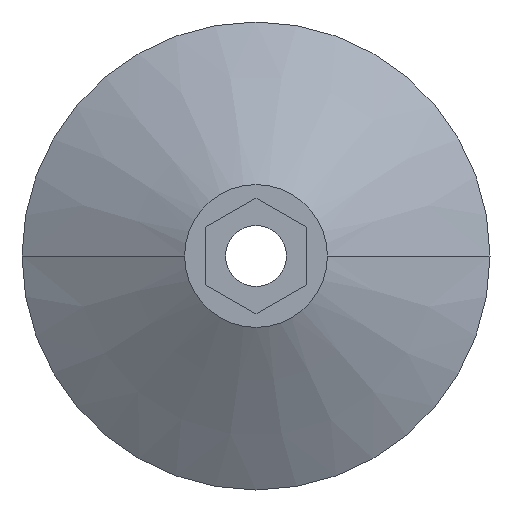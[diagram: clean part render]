
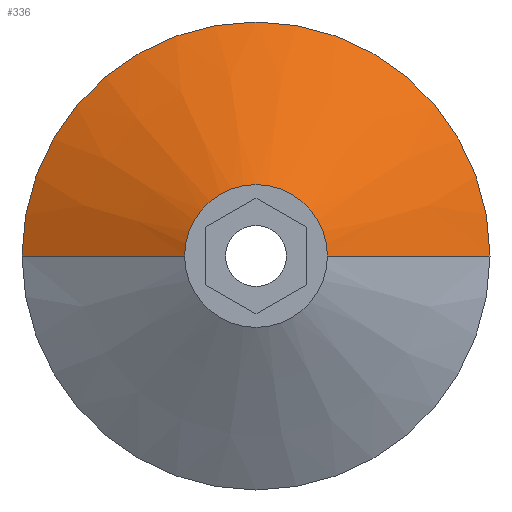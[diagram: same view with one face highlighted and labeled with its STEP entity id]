
A CAD part, front view. The second image highlights one B-rep face of the part: STEP entity #336.
In plain terms, the highlighted conical face has half-angle 60 degrees and reference radius 12.2 mm.
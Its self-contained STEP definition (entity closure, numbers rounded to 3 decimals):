
#1 = DIRECTION ( 'NONE',  ( 1., 0., 0. ) ) ;
#40 = EDGE_CURVE ( 'NONE', #148, #264, #453, .T. ) ;
#45 = CARTESIAN_POINT ( 'NONE',  ( 36.625, -49.2, 20. ) ) ;
#58 = ORIENTED_EDGE ( 'NONE', *, *, #40, .F. ) ;
#64 = DIRECTION ( 'NONE',  ( 0.866, 0.5, 0. ) ) ;
#76 = CARTESIAN_POINT ( 'NONE',  ( -15.575, -65.25, 20. ) ) ;
#92 = DIRECTION ( 'NONE',  ( 0., 1., 0. ) ) ;
#97 = VERTEX_POINT ( 'NONE', #130 ) ;
#101 = CARTESIAN_POINT ( 'NONE',  ( -15.575, -65.25, 20. ) ) ;
#110 = CARTESIAN_POINT ( 'NONE',  ( -3.375, -65.25, 20. ) ) ;
#128 = ORIENTED_EDGE ( 'NONE', *, *, #471, .T. ) ;
#130 = CARTESIAN_POINT ( 'NONE',  ( -43.375, -49.2, 20. ) ) ;
#133 = ORIENTED_EDGE ( 'NONE', *, *, #153, .T. ) ;
#141 = VERTEX_POINT ( 'NONE', #45 ) ;
#148 = VERTEX_POINT ( 'NONE', #432 ) ;
#149 = LINE ( 'NONE', #237, #452 ) ;
#153 = EDGE_CURVE ( 'NONE', #141, #97, #291, .T. ) ;
#214 = DIRECTION ( 'NONE',  ( -1., 0., 0. ) ) ;
#237 = CARTESIAN_POINT ( 'NONE',  ( 8.825, -65.25, 20. ) ) ;
#264 = VERTEX_POINT ( 'NONE', #101 ) ;
#266 = DIRECTION ( 'NONE',  ( 1., 0., 0. ) ) ;
#280 = EDGE_LOOP ( 'NONE', ( #58, #128, #133, #477 ) ) ;
#291 = CIRCLE ( 'NONE', #382, 40. ) ;
#294 = FACE_OUTER_BOUND ( 'NONE', #280, .T. ) ;
#302 = AXIS2_PLACEMENT_3D ( 'NONE', #110, #308, #266 ) ;
#308 = DIRECTION ( 'NONE',  ( 0., -1., 0. ) ) ;
#309 = LINE ( 'NONE', #76, #387 ) ;
#322 = DIRECTION ( 'NONE',  ( 0., -1., 0. ) ) ;
#336 = ADVANCED_FACE ( 'NONE', ( #294 ), #435, .T. ) ;
#382 = AXIS2_PLACEMENT_3D ( 'NONE', #465, #322, #1 ) ;
#387 = VECTOR ( 'NONE', #456, 1000. ) ;
#411 = CARTESIAN_POINT ( 'NONE',  ( -3.375, -65.25, 20. ) ) ;
#424 = AXIS2_PLACEMENT_3D ( 'NONE', #411, #92, #214 ) ;
#432 = CARTESIAN_POINT ( 'NONE',  ( 8.825, -65.25, 20. ) ) ;
#435 = CONICAL_SURFACE ( 'NONE', #424, 12.2, 1.047 ) ;
#436 = EDGE_CURVE ( 'NONE', #264, #97, #309, .T. ) ;
#452 = VECTOR ( 'NONE', #64, 1000. ) ;
#453 = CIRCLE ( 'NONE', #302, 12.2 ) ;
#456 = DIRECTION ( 'NONE',  ( -0.866, 0.5, 0. ) ) ;
#465 = CARTESIAN_POINT ( 'NONE',  ( -3.375, -49.2, 20. ) ) ;
#471 = EDGE_CURVE ( 'NONE', #148, #141, #149, .T. ) ;
#477 = ORIENTED_EDGE ( 'NONE', *, *, #436, .F. ) ;
